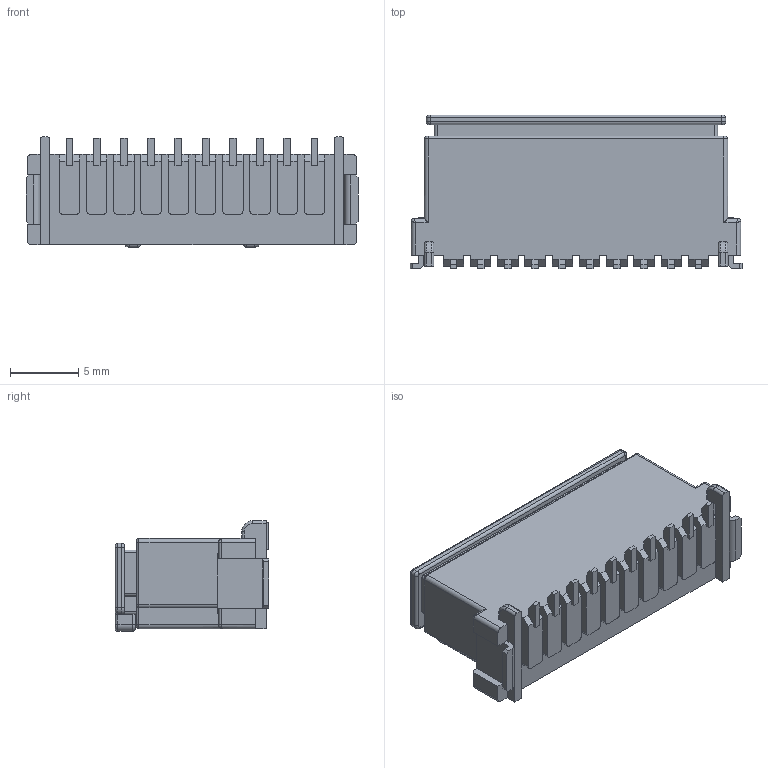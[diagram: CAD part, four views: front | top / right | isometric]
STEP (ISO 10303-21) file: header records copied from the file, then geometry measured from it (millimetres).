
FILE_DESCRIPTION (( 'STEP AP214' ), '1' );
FILE_NAME ('C_020_S_BL_SMT_10P_V.STEP', '2019-02-13T00:01:52', ( 'Personal' ), ( 'Microsoft' ), 'SwSTEP 2.0', 'SolidWorks 2014', '' );
FILE_SCHEMA (( 'AUTOMOTIVE_DESIGN' ));
Length unit declared in the file: millimetre
Products named in the file (3): C_020_S_BL_SMT_10P_V; C_020 S 10F HSG; C_020_S_BL_SMT_10M_V_ASSY
Assembly tree (2 placements, depth 2):
  C_020_S_BL_SMT_10P_V
    C_020_S_BL_SMT_10M_V_ASSY
    C_020 S 10F HSG
Bounding box: 24.39 x 11.3 x 8.11 mm (x, y, z)
Volume: 1383.7 mm3; surface area: 2441.1 mm2
Topology: 2 solids, 2 shells, 904 faces, 2315 edges, 1420 vertices
Faces by surface type: plane 552, cylinder 237, torus 65, bspline 34, sphere 16
Entity records: 28494 total; most frequent: CARTESIAN_POINT 6788, ORIENTED_EDGE 4570, DIRECTION 4374, EDGE_CURVE 2285, VECTOR 1722, LINE 1722, VERTEX_POINT 1420, AXIS2_PLACEMENT_3D 1326
